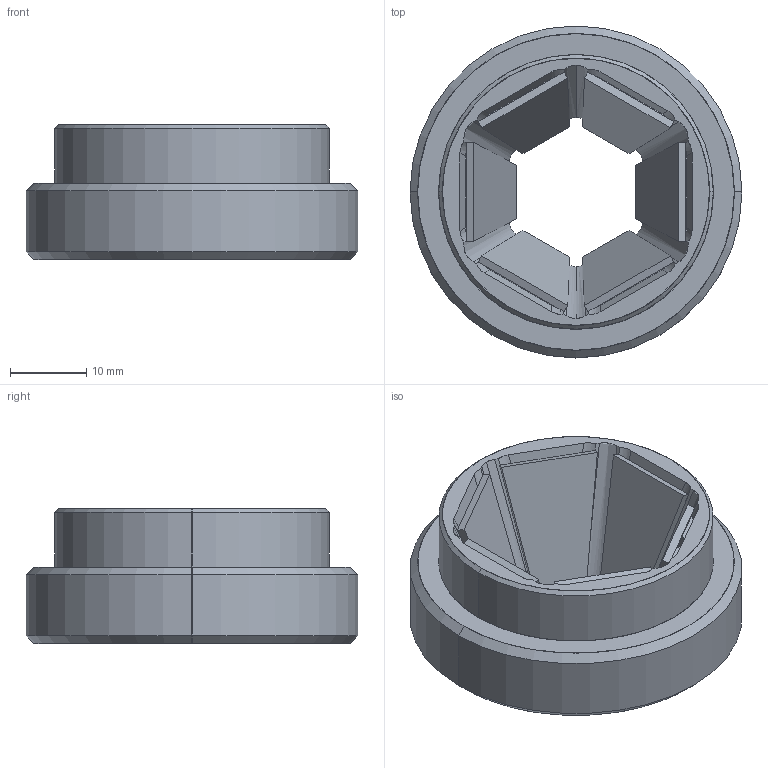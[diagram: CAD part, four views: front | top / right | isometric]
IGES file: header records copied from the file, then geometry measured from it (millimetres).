
Start section: SolidWorks IGES file using analytic representation for surfaces
Global section: file name: DP19137-A_PCMPMIRR.igs; native system: SolidWorks 2021; preprocessor: SolidWorks 2021; author: lrizzotto; date: 211213.175033; units: millimetre
Bounding box: 43.5 x 43.5 x 17.7 mm (x, y, z)
Surface area: 7968.6 mm2 (no closed solid volume)
Topology: 0 solids, 0 shells, 105 faces, 959 edges, 959 vertices
Faces by surface type: bspline 65, revolution 40
